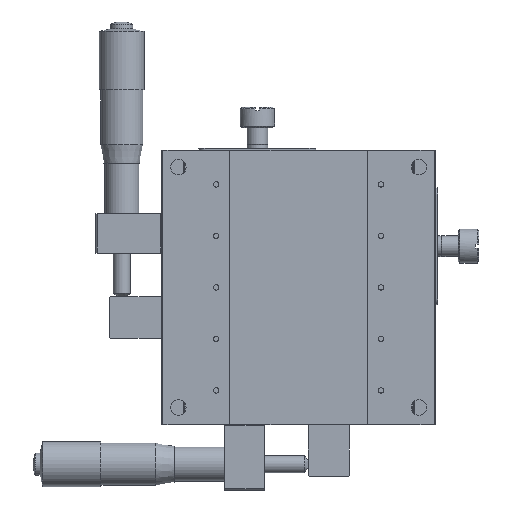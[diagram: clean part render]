
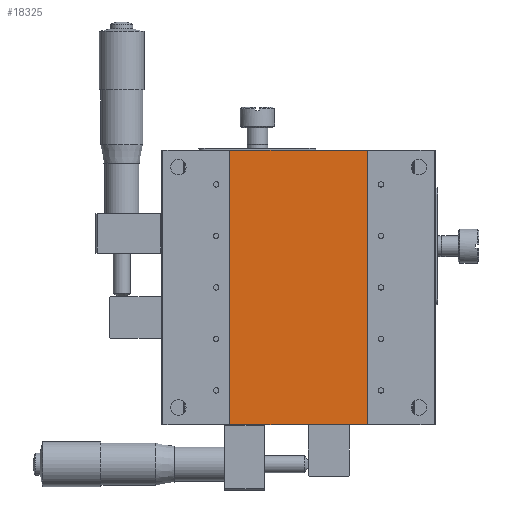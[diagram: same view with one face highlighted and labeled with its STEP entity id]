
A CAD part, front view. The second image highlights one B-rep face of the part: STEP entity #18325.
In plain terms, the highlighted planar face has unit normal (0, -1, 0).
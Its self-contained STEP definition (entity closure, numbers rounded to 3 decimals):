
#203 = EDGE_CURVE ( 'NONE', #18279, #12416, #2966, .T. ) ;
#755 = VERTEX_POINT ( 'NONE', #17770 ) ;
#950 = VERTEX_POINT ( 'NONE', #15190 ) ;
#1275 = ORIENTED_EDGE ( 'NONE', *, *, #14791, .T. ) ;
#1533 = DIRECTION ( 'NONE',  ( -1., 0., 0. ) ) ;
#2493 = LINE ( 'NONE', #13936, #19686 ) ;
#2966 = LINE ( 'NONE', #12655, #19557 ) ;
#3223 = CARTESIAN_POINT ( 'NONE',  ( 60., 0.2, -80. ) ) ;
#3784 = CARTESIAN_POINT ( 'NONE',  ( 20., 0.2, -80. ) ) ;
#4024 = DIRECTION ( 'NONE',  ( 0., -1., 0. ) ) ;
#4337 = ORIENTED_EDGE ( 'NONE', *, *, #203, .T. ) ;
#5236 = DIRECTION ( 'NONE',  ( 1., 0., 0. ) ) ;
#8061 = DIRECTION ( 'NONE',  ( 0., 0., 1. ) ) ;
#8750 = DIRECTION ( 'NONE',  ( 0., 0., -1. ) ) ;
#11863 = FACE_OUTER_BOUND ( 'NONE', #17157, .T. ) ;
#12375 = VECTOR ( 'NONE', #5236, 1000. ) ;
#12416 = VERTEX_POINT ( 'NONE', #20096 ) ;
#12655 = CARTESIAN_POINT ( 'NONE',  ( 20., 0.2, 0. ) ) ;
#13101 = AXIS2_PLACEMENT_3D ( 'NONE', #18118, #4024, #8750 ) ;
#13681 = ORIENTED_EDGE ( 'NONE', *, *, #13725, .T. ) ;
#13725 = EDGE_CURVE ( 'NONE', #755, #18279, #14553, .T. ) ;
#13936 = CARTESIAN_POINT ( 'NONE',  ( 20., 0.2, -80. ) ) ;
#14305 = VECTOR ( 'NONE', #8061, 1000. ) ;
#14553 = LINE ( 'NONE', #3223, #14305 ) ;
#14791 = EDGE_CURVE ( 'NONE', #950, #755, #15188, .T. ) ;
#14943 = PLANE ( 'NONE',  #13101 ) ;
#15054 = CARTESIAN_POINT ( 'NONE',  ( 60., 0.2, 0. ) ) ;
#15188 = LINE ( 'NONE', #3784, #12375 ) ;
#15190 = CARTESIAN_POINT ( 'NONE',  ( 20., 0.2, -80. ) ) ;
#17157 = EDGE_LOOP ( 'NONE', ( #1275, #13681, #4337, #20103 ) ) ;
#17770 = CARTESIAN_POINT ( 'NONE',  ( 60., 0.2, -80. ) ) ;
#18118 = CARTESIAN_POINT ( 'NONE',  ( 20., 0.2, -80. ) ) ;
#18279 = VERTEX_POINT ( 'NONE', #15054 ) ;
#18325 = ADVANCED_FACE ( 'NONE', ( #11863 ), #14943, .T. ) ;
#19557 = VECTOR ( 'NONE', #1533, 1000. ) ;
#19686 = VECTOR ( 'NONE', #20181, 1000. ) ;
#19703 = EDGE_CURVE ( 'NONE', #12416, #950, #2493, .T. ) ;
#20096 = CARTESIAN_POINT ( 'NONE',  ( 20., 0.2, 0. ) ) ;
#20103 = ORIENTED_EDGE ( 'NONE', *, *, #19703, .T. ) ;
#20181 = DIRECTION ( 'NONE',  ( 0., 0., -1. ) ) ;
